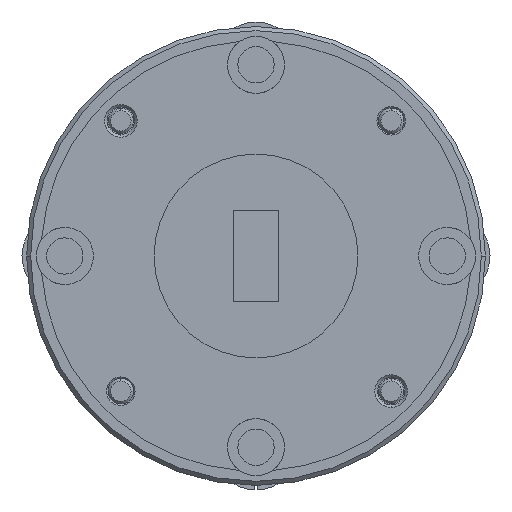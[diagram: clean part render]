
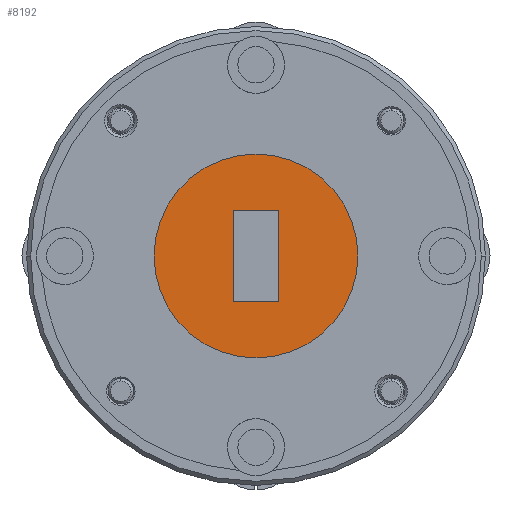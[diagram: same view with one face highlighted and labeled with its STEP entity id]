
A CAD part, left-side view. The second image highlights one B-rep face of the part: STEP entity #8192.
In plain terms, the highlighted planar face has unit normal (-1, 0, 0).
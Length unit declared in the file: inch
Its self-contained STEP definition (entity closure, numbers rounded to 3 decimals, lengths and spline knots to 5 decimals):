
#477 = CARTESIAN_POINT ( 'NONE',  ( -2.56461, 0.6262, 0.81408 ) ) ;
#685 = VERTEX_POINT ( 'NONE', #3256 ) ;
#880 = CARTESIAN_POINT ( 'NONE',  ( -2.56461, 0.5702, 0.70208 ) ) ;
#1018 = CARTESIAN_POINT ( 'NONE',  ( -2.56461, 0.5142, 0.59008 ) ) ;
#1086 = DIRECTION ( 'NONE',  ( 0., 0., -1. ) ) ;
#1262 = DIRECTION ( 'NONE',  ( 0., 1., 0. ) ) ;
#1358 = AXIS2_PLACEMENT_3D ( 'NONE', #4278, #2696, #9960 ) ;
#1568 = VERTEX_POINT ( 'NONE', #8079 ) ;
#1572 = ORIENTED_EDGE ( 'NONE', *, *, #5581, .T. ) ;
#1909 = ORIENTED_EDGE ( 'NONE', *, *, #2423, .T. ) ;
#2050 = EDGE_CURVE ( 'NONE', #10307, #7350, #4884, .T. ) ;
#2130 = EDGE_CURVE ( 'NONE', #1568, #685, #3795, .T. ) ;
#2423 = EDGE_CURVE ( 'NONE', #685, #1568, #6032, .T. ) ;
#2460 = VECTOR ( 'NONE', #1086, 39.37008 ) ;
#2696 = DIRECTION ( 'NONE',  ( -1., 0., 0. ) ) ;
#2761 = DIRECTION ( 'NONE',  ( 0., -1., 0. ) ) ;
#3023 = DIRECTION ( 'NONE',  ( 0., -1., 0. ) ) ;
#3231 = CARTESIAN_POINT ( 'NONE',  ( -2.56461, 0.6262, 0.59008 ) ) ;
#3256 = CARTESIAN_POINT ( 'NONE',  ( -2.56461, 0.8202, 0.70208 ) ) ;
#3378 = CARTESIAN_POINT ( 'NONE',  ( -2.56461, 0.5142, 0.81408 ) ) ;
#3697 = CARTESIAN_POINT ( 'NONE',  ( -2.56461, 0.6262, 0.59008 ) ) ;
#3765 = ORIENTED_EDGE ( 'NONE', *, *, #10597, .T. ) ;
#3795 = CIRCLE ( 'NONE', #10466, 0.25 ) ;
#4054 = VERTEX_POINT ( 'NONE', #3697 ) ;
#4084 = LINE ( 'NONE', #3378, #8964 ) ;
#4136 = DIRECTION ( 'NONE',  ( 0., -1., 0. ) ) ;
#4197 = DIRECTION ( 'NONE',  ( -1., 0., 0. ) ) ;
#4278 = CARTESIAN_POINT ( 'NONE',  ( -2.56461, 0.5702, 0.70208 ) ) ;
#4884 = LINE ( 'NONE', #5743, #2460 ) ;
#5021 = EDGE_CURVE ( 'NONE', #5346, #10307, #4084, .T. ) ;
#5106 = CARTESIAN_POINT ( 'NONE',  ( -2.56461, 0.5142, 0.81408 ) ) ;
#5346 = VERTEX_POINT ( 'NONE', #477 ) ;
#5581 = EDGE_CURVE ( 'NONE', #4054, #5346, #6528, .T. ) ;
#5653 = DIRECTION ( 'NONE',  ( -1., 0., 0. ) ) ;
#5743 = CARTESIAN_POINT ( 'NONE',  ( -2.56461, 0.5142, 0.59008 ) ) ;
#6032 = CIRCLE ( 'NONE', #1358, 0.25 ) ;
#6136 = VECTOR ( 'NONE', #1262, 39.37008 ) ;
#6366 = FACE_OUTER_BOUND ( 'NONE', #9217, .T. ) ;
#6477 = DIRECTION ( 'NONE',  ( 0., 0., 1. ) ) ;
#6479 = FACE_BOUND ( 'NONE', #9394, .T. ) ;
#6528 = LINE ( 'NONE', #3231, #10668 ) ;
#7177 = PLANE ( 'NONE',  #10375 ) ;
#7350 = VERTEX_POINT ( 'NONE', #1018 ) ;
#8079 = CARTESIAN_POINT ( 'NONE',  ( -2.56461, 0.3202, 0.70208 ) ) ;
#8192 = ADVANCED_FACE ( 'NONE', ( #6479, #6366 ), #7177, .T. ) ;
#8648 = LINE ( 'NONE', #8703, #6136 ) ;
#8703 = CARTESIAN_POINT ( 'NONE',  ( -2.56461, 0.5142, 0.59008 ) ) ;
#8964 = VECTOR ( 'NONE', #4136, 39.37008 ) ;
#9114 = ORIENTED_EDGE ( 'NONE', *, *, #2050, .T. ) ;
#9217 = EDGE_LOOP ( 'NONE', ( #10113, #1909 ) ) ;
#9306 = ORIENTED_EDGE ( 'NONE', *, *, #5021, .T. ) ;
#9394 = EDGE_LOOP ( 'NONE', ( #9306, #9114, #3765, #1572 ) ) ;
#9693 = CARTESIAN_POINT ( 'NONE',  ( -2.56461, 0.5702, 0.70208 ) ) ;
#9960 = DIRECTION ( 'NONE',  ( 0., -1., 0. ) ) ;
#10113 = ORIENTED_EDGE ( 'NONE', *, *, #2130, .T. ) ;
#10307 = VERTEX_POINT ( 'NONE', #5106 ) ;
#10375 = AXIS2_PLACEMENT_3D ( 'NONE', #9693, #5653, #3023 ) ;
#10466 = AXIS2_PLACEMENT_3D ( 'NONE', #880, #4197, #2761 ) ;
#10597 = EDGE_CURVE ( 'NONE', #7350, #4054, #8648, .T. ) ;
#10668 = VECTOR ( 'NONE', #6477, 39.37008 ) ;
